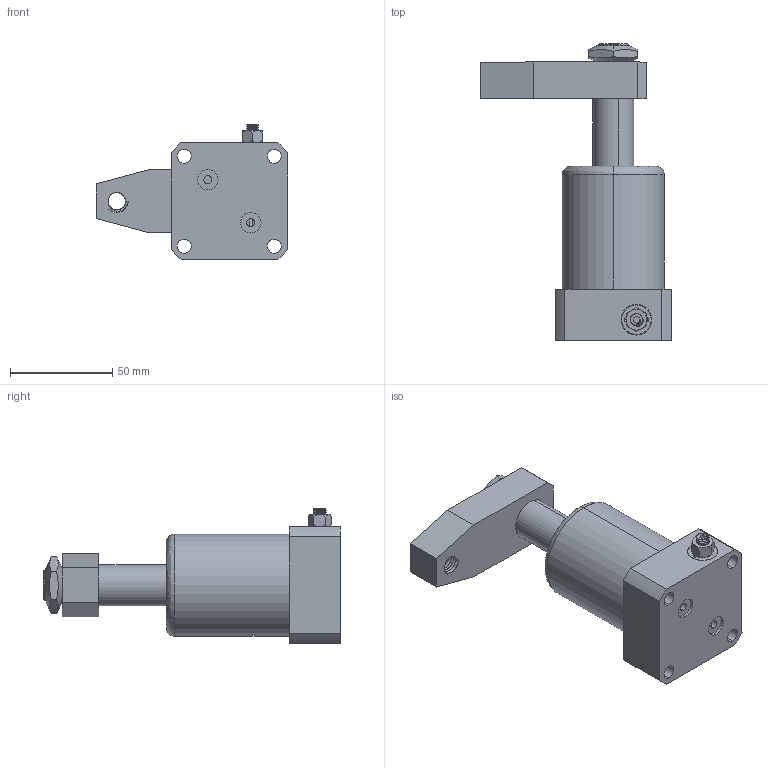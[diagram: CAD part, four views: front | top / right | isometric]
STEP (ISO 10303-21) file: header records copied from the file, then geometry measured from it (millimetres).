
FILE_DESCRIPTION (( 'STEP AP214' ), '1' );
FILE_NAME ('chs-mf32s_asm.STEP', '2020-02-12T07:28:30', ( '' ), ( '' ), 'SwSTEP 2.0', 'SolidWorks 2016', '' );
FILE_SCHEMA (( 'AUTOMOTIVE_DESIGN' ));
Length unit declared in the file: millimetre
Products named in the file (9): CHS-MF32-TXF-02_1; CHS-TXF-01_1; M16_6; CHS-32S-01_6; CHS-32S-02_5_1; chs-mf32s_asm; CHS-MF32BT; M6_1; CHS-MF32-TXF-03_1
Assembly tree (8 placements, depth 2):
  chs-mf32s_asm
    CHS-32S-02_5_1
    CHS-32S-01_6
    M16_6
    CHS-TXF-01_1
    CHS-MF32-TXF-02_1
    CHS-MF32-TXF-03_1
    M6_1
    CHS-MF32BT
Bounding box: 93.5 x 145 x 65.99 mm (x, y, z)
Volume: 260092.1 mm3; surface area: 50736.5 mm2
Topology: 9 solids, 9 shells, 413 faces, 1140 edges, 761 vertices
Faces by surface type: cylinder 211, plane 90, cone 59, bspline 53
Entity records: 36262 total; most frequent: CARTESIAN_POINT 26621, ORIENTED_EDGE 2256, DIRECTION 1402, EDGE_CURVE 1128, VERTEX_POINT 761, B_SPLINE_CURVE_WITH_KNOTS 608, AXIS2_PLACEMENT_3D 533, EDGE_LOOP 463
